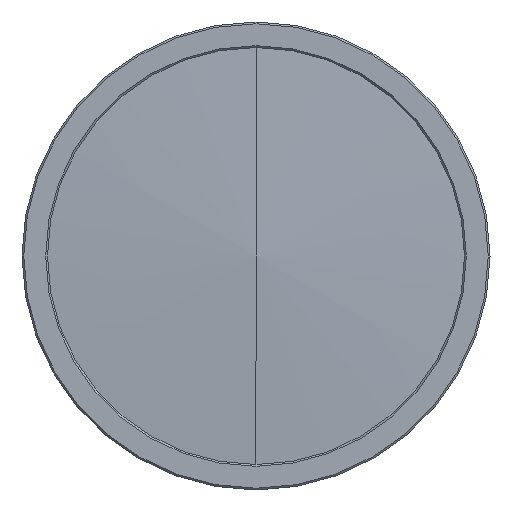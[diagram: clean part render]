
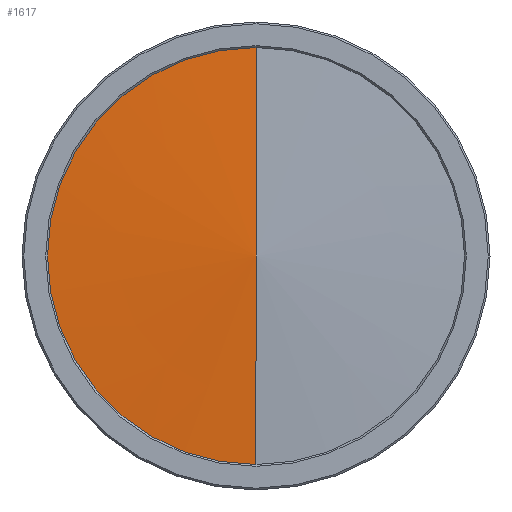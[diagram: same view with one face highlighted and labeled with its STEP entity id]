
A CAD part, left-side view. The second image highlights one B-rep face of the part: STEP entity #1617.
In plain terms, the highlighted conical face has half-angle 86.791 degrees and reference radius 17838.2 mm.
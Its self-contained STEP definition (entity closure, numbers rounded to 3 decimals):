
#50 = VECTOR ( 'NONE', #789, 1000. ) ;
#259 = VECTOR ( 'NONE', #475, 1000. ) ;
#428 = ORIENTED_EDGE ( 'NONE', *, *, #1503, .F. ) ;
#475 = DIRECTION ( 'NONE',  ( 0.056, 0., 0.998 ) ) ;
#587 = LINE ( 'NONE', #1801, #50 ) ;
#789 = DIRECTION ( 'NONE',  ( 0.056, 0., -0.998 ) ) ;
#807 = CARTESIAN_POINT ( 'NONE',  ( 0., 0., 0. ) ) ;
#865 = AXIS2_PLACEMENT_3D ( 'NONE', #2643, #2913, #3262 ) ;
#1046 = VERTEX_POINT ( 'NONE', #1833 ) ;
#1164 = CARTESIAN_POINT ( 'NONE',  ( 1.948, 0., 0. ) ) ;
#1268 = CARTESIAN_POINT ( 'NONE',  ( 0., 0., 0. ) ) ;
#1292 = ORIENTED_EDGE ( 'NONE', *, *, #4418, .T. ) ;
#1503 = EDGE_CURVE ( 'NONE', #1046, #2777, #1793, .T. ) ;
#1617 = ADVANCED_FACE ( 'NONE', ( #4117 ), #1639, .T. ) ;
#1639 = CONICAL_SURFACE ( 'NONE', #865, 17838.204, 1.515 ) ;
#1793 = CIRCLE ( 'NONE', #3765, 34.75 ) ;
#1800 = VERTEX_POINT ( 'NONE', #1268 ) ;
#1801 = CARTESIAN_POINT ( 'NONE',  ( 0., 0., 0. ) ) ;
#1833 = CARTESIAN_POINT ( 'NONE',  ( 1.948, 0., -34.75 ) ) ;
#2643 = CARTESIAN_POINT ( 'NONE',  ( 1000., 0., 0. ) ) ;
#2777 = VERTEX_POINT ( 'NONE', #3253 ) ;
#2913 = DIRECTION ( 'NONE',  ( 1., 0., 0. ) ) ;
#3100 = EDGE_CURVE ( 'NONE', #1800, #1046, #587, .T. ) ;
#3253 = CARTESIAN_POINT ( 'NONE',  ( 1.948, 0., 34.75 ) ) ;
#3262 = DIRECTION ( 'NONE',  ( 0., 0., -1. ) ) ;
#3550 = DIRECTION ( 'NONE',  ( 1., 0., 0. ) ) ;
#3747 = ORIENTED_EDGE ( 'NONE', *, *, #3100, .F. ) ;
#3765 = AXIS2_PLACEMENT_3D ( 'NONE', #1164, #3550, #3902 ) ;
#3902 = DIRECTION ( 'NONE',  ( 0., 0., -1. ) ) ;
#4117 = FACE_OUTER_BOUND ( 'NONE', #4350, .T. ) ;
#4310 = LINE ( 'NONE', #807, #259 ) ;
#4350 = EDGE_LOOP ( 'NONE', ( #3747, #1292, #428 ) ) ;
#4418 = EDGE_CURVE ( 'NONE', #1800, #2777, #4310, .T. ) ;
